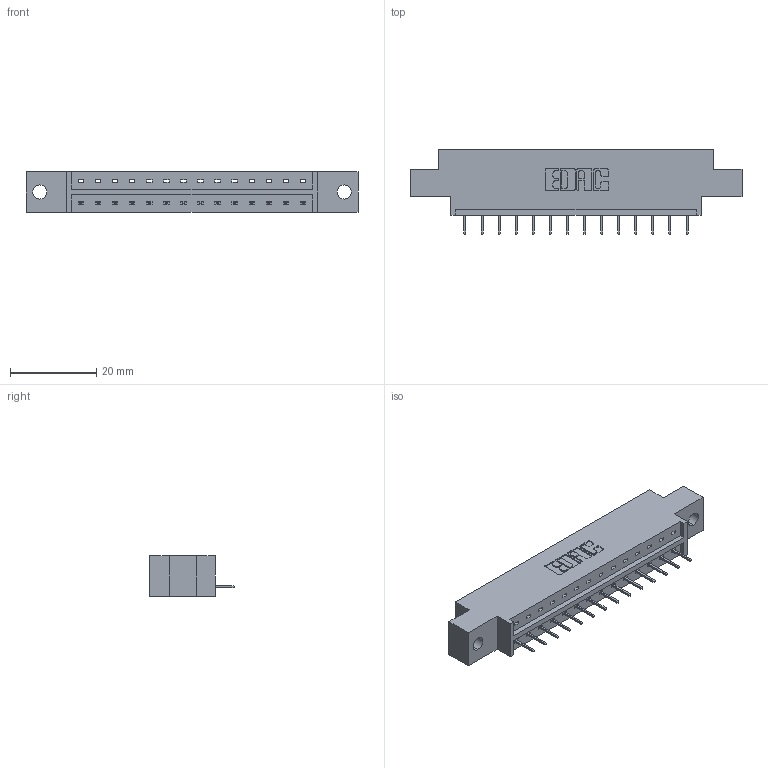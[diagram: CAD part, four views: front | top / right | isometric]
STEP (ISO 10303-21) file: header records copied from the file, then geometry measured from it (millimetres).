
FILE_DESCRIPTION (( 'STEP AP203' ), '1' );
FILE_NAME ('833-014-524-602.STEP', '2020-05-31T13:36:52', ( '' ), ( '' ), 'SwSTEP 2.0', 'SolidWorks 2020', '' );
FILE_SCHEMA (( 'CONFIG_CONTROL_DESIGN' ));
Length unit declared in the file: inch
Products named in the file (3): 345-292-001_345-293-124; 833-014-524-602; 833 Part_Offset - .128 Dia
Assembly tree (15 placements, depth 2):
  833-014-524-602
    833 Part_Offset - .128 Dia
    345-292-001_345-293-124  x14
Bounding box: 77.01 x 19.69 x 9.4 mm (x, y, z)
Volume: 7189.1 mm3; surface area: 7330.8 mm2
Topology: 15 solids, 15 shells, 986 faces, 2843 edges, 1838 vertices
Faces by surface type: plane 746, cylinder 240
Entity records: 12389 total; most frequent: CARTESIAN_POINT 2148, ORIENTED_EDGE 2098, DIRECTION 1869, EDGE_CURVE 1049, LINE 925, VECTOR 925, VERTEX_POINT 694, AXIS2_PLACEMENT_3D 472
